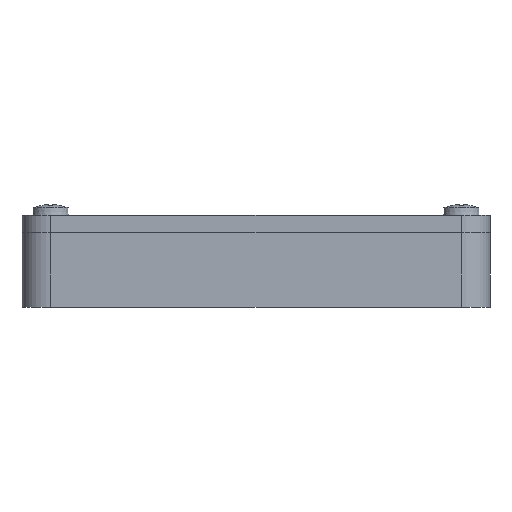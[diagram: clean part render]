
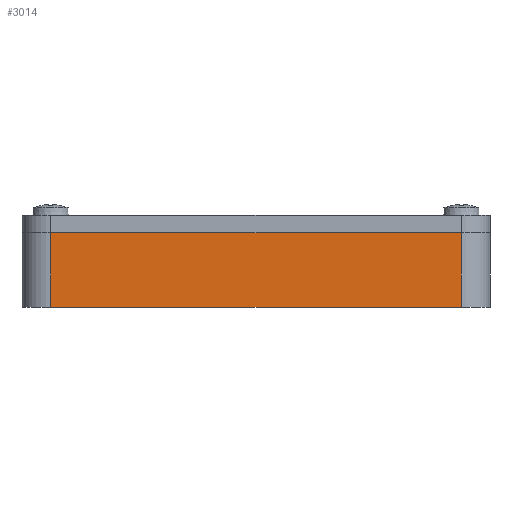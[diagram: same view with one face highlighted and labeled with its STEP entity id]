
A CAD part, left-side view. The second image highlights one B-rep face of the part: STEP entity #3014.
In plain terms, the highlighted planar face has unit normal (-1, 0, 0).
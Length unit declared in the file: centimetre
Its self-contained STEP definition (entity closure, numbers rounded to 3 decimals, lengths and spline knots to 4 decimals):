
#193=PLANE('',#3235);
#266=FACE_OUTER_BOUND('',#428,.T.);
#428=EDGE_LOOP('',(#2109,#2110,#2111,#2112));
#684=LINE('',#4556,#919);
#692=LINE('',#4573,#927);
#708=LINE('',#4622,#943);
#709=LINE('',#4625,#944);
#919=VECTOR('',#3590,1.);
#927=VECTOR('',#3602,1.);
#943=VECTOR('',#3646,1.);
#944=VECTOR('',#3651,1.);
#1338=VERTEX_POINT('',#4549);
#1341=VERTEX_POINT('',#4554);
#1348=VERTEX_POINT('',#4572);
#1367=VERTEX_POINT('',#4621);
#1628=EDGE_CURVE('',#1341,#1338,#684,.T.);
#1636=EDGE_CURVE('',#1338,#1348,#692,.T.);
#1661=EDGE_CURVE('',#1348,#1367,#708,.T.);
#1663=EDGE_CURVE('',#1367,#1341,#709,.T.);
#2109=ORIENTED_EDGE('',*,*,#1628,.F.);
#2110=ORIENTED_EDGE('',*,*,#1663,.F.);
#2111=ORIENTED_EDGE('',*,*,#1661,.F.);
#2112=ORIENTED_EDGE('',*,*,#1636,.F.);
#3014=ADVANCED_FACE('',(#266),#193,.T.);
#3235=AXIS2_PLACEMENT_3D('',#4624,#3649,#3650);
#3590=DIRECTION('',(0.,0.,1.));
#3602=DIRECTION('',(0.,-1.,0.));
#3646=DIRECTION('',(0.,0.,-1.));
#3649=DIRECTION('center_axis',(-1.,0.,0.));
#3650=DIRECTION('ref_axis',(0.,-1.,0.));
#3651=DIRECTION('',(0.,1.,0.));
#4549=CARTESIAN_POINT('',(-3.,2.5,1.3));
#4554=CARTESIAN_POINT('',(-3.,2.5,0.));
#4556=CARTESIAN_POINT('',(-3.,2.5,0.));
#4572=CARTESIAN_POINT('',(-3.,-4.654,1.3));
#4573=CARTESIAN_POINT('',(-3.,-5.154,1.3));
#4621=CARTESIAN_POINT('',(-3.,-4.654,0.));
#4622=CARTESIAN_POINT('',(-3.,-4.654,0.));
#4624=CARTESIAN_POINT('Origin',(-3.,3.,0.));
#4625=CARTESIAN_POINT('',(-3.,-5.154,0.));
